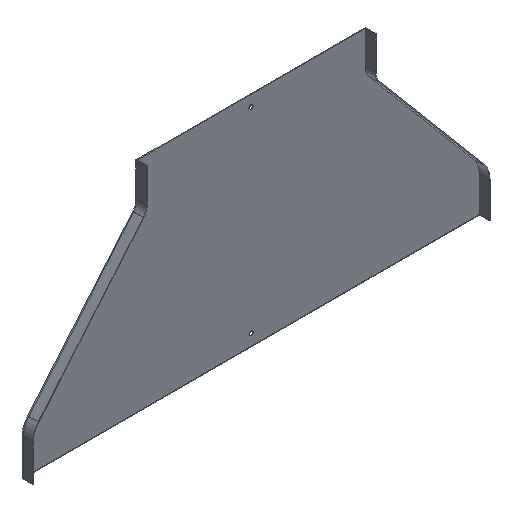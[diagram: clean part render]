
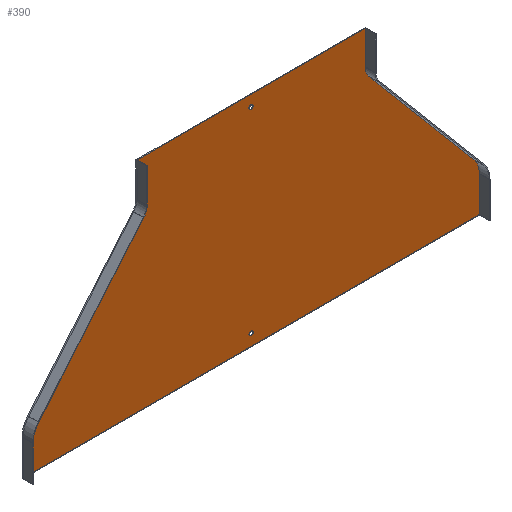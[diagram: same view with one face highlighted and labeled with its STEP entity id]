
A CAD part, isometric view. The second image highlights one B-rep face of the part: STEP entity #390.
In plain terms, the highlighted planar face has unit normal (0, -1, 0).
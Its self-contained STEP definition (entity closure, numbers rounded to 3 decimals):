
#1 = ORIENTED_EDGE ( 'NONE', *, *, #178, .T. ) ;
#2 = ORIENTED_EDGE ( 'NONE', *, *, #179, .T. ) ;
#3 = ORIENTED_EDGE ( 'NONE', *, *, #146, .T. ) ;
#75 = ORIENTED_EDGE ( 'NONE', *, *, #177, .T. ) ;
#142 = EDGE_CURVE ( 'NONE', #777, #756, #892, .T. ) ;
#146 = EDGE_CURVE ( 'NONE', #345, #345, #900, .T. ) ;
#169 = EDGE_CURVE ( 'NONE', #770, #762, #937, .T. ) ;
#170 = EDGE_CURVE ( 'NONE', #763, #770, #932, .T. ) ;
#171 = EDGE_CURVE ( 'NONE', #777, #763, #941, .T. ) ;
#172 = EDGE_CURVE ( 'NONE', #768, #756, #942, .T. ) ;
#173 = EDGE_CURVE ( 'NONE', #767, #768, #944, .T. ) ;
#174 = EDGE_CURVE ( 'NONE', #766, #767, #946, .T. ) ;
#175 = EDGE_CURVE ( 'NONE', #778, #766, #947, .T. ) ;
#176 = EDGE_CURVE ( 'NONE', #803, #778, #949, .T. ) ;
#177 = EDGE_CURVE ( 'NONE', #757, #797, #950, .T. ) ;
#178 = EDGE_CURVE ( 'NONE', #762, #757, #952, .T. ) ;
#179 = EDGE_CURVE ( 'NONE', #343, #343, #954, .T. ) ;
#180 = EDGE_CURVE ( 'NONE', #803, #797, #956, .T. ) ;
#194 = AXIS2_PLACEMENT_3D ( 'NONE', #601, #600, #599 ) ;
#203 = AXIS2_PLACEMENT_3D ( 'NONE', #596, #613, #612 ) ;
#204 = AXIS2_PLACEMENT_3D ( 'NONE', #544, #563, #561 ) ;
#205 = AXIS2_PLACEMENT_3D ( 'NONE', #555, #572, #419 ) ;
#206 = AXIS2_PLACEMENT_3D ( 'NONE', #528, #545, #451 ) ;
#207 = AXIS2_PLACEMENT_3D ( 'NONE', #649, #648, #647 ) ;
#215 = AXIS2_PLACEMENT_3D ( 'NONE', #428, #436, #533 ) ;
#224 = ORIENTED_EDGE ( 'NONE', *, *, #169, .T. ) ;
#225 = ORIENTED_EDGE ( 'NONE', *, *, #170, .T. ) ;
#226 = ORIENTED_EDGE ( 'NONE', *, *, #171, .T. ) ;
#230 = CARTESIAN_POINT ( 'NONE',  ( 150.2, 0., -44.775 ) ) ;
#234 = CARTESIAN_POINT ( 'NONE',  ( 300.2, 0., -241.034 ) ) ;
#235 = CARTESIAN_POINT ( 'NONE',  ( -300.2, 0., -288. ) ) ;
#240 = CARTESIAN_POINT ( 'NONE',  ( 154.624, 0., -56.89 ) ) ;
#243 = CARTESIAN_POINT ( 'NONE',  ( -154.624, 0., -56.89 ) ) ;
#244 = CARTESIAN_POINT ( 'NONE',  ( -292.858, 0., -220.928 ) ) ;
#245 = CARTESIAN_POINT ( 'NONE',  ( -300.2, 0., -241.034 ) ) ;
#247 = CARTESIAN_POINT ( 'NONE',  ( 292.858, 0., -220.928 ) ) ;
#254 = CARTESIAN_POINT ( 'NONE',  ( 300.2, 0., -288. ) ) ;
#255 = CARTESIAN_POINT ( 'NONE',  ( -150.2, 0., -44.775 ) ) ;
#274 = CARTESIAN_POINT ( 'NONE',  ( 150.2, 0., 0. ) ) ;
#280 = CARTESIAN_POINT ( 'NONE',  ( -150.2, 0., 0. ) ) ;
#282 = CARTESIAN_POINT ( 'NONE',  ( 0., 0., -12.5 ) ) ;
#285 = CARTESIAN_POINT ( 'NONE',  ( 0., 0., -270.5 ) ) ;
#311 = FACE_BOUND ( 'NONE', #818, .T. ) ;
#343 = VERTEX_POINT ( 'NONE', #285 ) ;
#345 = VERTEX_POINT ( 'NONE', #282 ) ;
#390 = ADVANCED_FACE ( 'NONE', ( #980, #311, #974 ), #540, .F. ) ;
#419 = DIRECTION ( 'NONE',  ( 0., 0., 1. ) ) ;
#421 = DIRECTION ( 'NONE',  ( 0., 0., 1. ) ) ;
#422 = CARTESIAN_POINT ( 'NONE',  ( -151., 0., 0. ) ) ;
#428 = CARTESIAN_POINT ( 'NONE',  ( -169., 0., -44.775 ) ) ;
#431 = DIRECTION ( 'NONE',  ( 0., 0., 1. ) ) ;
#436 = DIRECTION ( 'NONE',  ( 0., 1., 0. ) ) ;
#451 = DIRECTION ( 'NONE',  ( 0., 0., 1. ) ) ;
#528 = CARTESIAN_POINT ( 'NONE',  ( 169., 0., -44.775 ) ) ;
#533 = DIRECTION ( 'NONE',  ( 0., 0., 1. ) ) ;
#540 = PLANE ( 'NONE',  #215 ) ;
#544 = CARTESIAN_POINT ( 'NONE',  ( -269., 0., -241.034 ) ) ;
#545 = DIRECTION ( 'NONE',  ( 0., 1., 0. ) ) ;
#554 = CARTESIAN_POINT ( 'NONE',  ( 150.2, 0., -44.775 ) ) ;
#555 = CARTESIAN_POINT ( 'NONE',  ( -169., 0., -44.775 ) ) ;
#557 = DIRECTION ( 'NONE',  ( 0., 0., -1. ) ) ;
#561 = DIRECTION ( 'NONE',  ( 0., 0., 1. ) ) ;
#563 = DIRECTION ( 'NONE',  ( 0., -1., 0. ) ) ;
#566 = DIRECTION ( 'NONE',  ( -1., 0., 0. ) ) ;
#567 = CARTESIAN_POINT ( 'NONE',  ( -301., 0., -288. ) ) ;
#572 = DIRECTION ( 'NONE',  ( 0., 1., 0. ) ) ;
#581 = DIRECTION ( 'NONE',  ( -0.644, 0., -0.765 ) ) ;
#582 = CARTESIAN_POINT ( 'NONE',  ( -154.624, 0., -56.89 ) ) ;
#588 = DIRECTION ( 'NONE',  ( 0., 0., -1. ) ) ;
#591 = DIRECTION ( 'NONE',  ( -0.644, 0., 0.765 ) ) ;
#596 = CARTESIAN_POINT ( 'NONE',  ( 269., 0., -241.034 ) ) ;
#597 = CARTESIAN_POINT ( 'NONE',  ( -300.2, 0., -44.775 ) ) ;
#599 = DIRECTION ( 'NONE',  ( 0., 0., 1. ) ) ;
#600 = DIRECTION ( 'NONE',  ( 0., 1., 0. ) ) ;
#601 = CARTESIAN_POINT ( 'NONE',  ( 0., 0., -15. ) ) ;
#602 = CARTESIAN_POINT ( 'NONE',  ( -150.2, 0., -44.775 ) ) ;
#605 = CARTESIAN_POINT ( 'NONE',  ( 300.2, 0., -44.775 ) ) ;
#606 = CARTESIAN_POINT ( 'NONE',  ( 14.269, 0., 109.665 ) ) ;
#612 = DIRECTION ( 'NONE',  ( 0., 0., 1. ) ) ;
#613 = DIRECTION ( 'NONE',  ( 0., -1., 0. ) ) ;
#646 = DIRECTION ( 'NONE',  ( 1., 0., 0. ) ) ;
#647 = DIRECTION ( 'NONE',  ( 0., 0., 1. ) ) ;
#648 = DIRECTION ( 'NONE',  ( 0., 1., 0. ) ) ;
#649 = CARTESIAN_POINT ( 'NONE',  ( 0., 0., -273. ) ) ;
#681 = ORIENTED_EDGE ( 'NONE', *, *, #142, .F. ) ;
#682 = ORIENTED_EDGE ( 'NONE', *, *, #172, .T. ) ;
#683 = ORIENTED_EDGE ( 'NONE', *, *, #173, .T. ) ;
#684 = ORIENTED_EDGE ( 'NONE', *, *, #174, .T. ) ;
#685 = ORIENTED_EDGE ( 'NONE', *, *, #175, .T. ) ;
#686 = ORIENTED_EDGE ( 'NONE', *, *, #176, .T. ) ;
#687 = ORIENTED_EDGE ( 'NONE', *, *, #180, .F. ) ;
#756 = VERTEX_POINT ( 'NONE', #235 ) ;
#757 = VERTEX_POINT ( 'NONE', #230 ) ;
#762 = VERTEX_POINT ( 'NONE', #240 ) ;
#763 = VERTEX_POINT ( 'NONE', #234 ) ;
#766 = VERTEX_POINT ( 'NONE', #243 ) ;
#767 = VERTEX_POINT ( 'NONE', #244 ) ;
#768 = VERTEX_POINT ( 'NONE', #245 ) ;
#770 = VERTEX_POINT ( 'NONE', #247 ) ;
#777 = VERTEX_POINT ( 'NONE', #254 ) ;
#778 = VERTEX_POINT ( 'NONE', #255 ) ;
#797 = VERTEX_POINT ( 'NONE', #274 ) ;
#803 = VERTEX_POINT ( 'NONE', #280 ) ;
#818 = EDGE_LOOP ( 'NONE', ( #2 ) ) ;
#822 = EDGE_LOOP ( 'NONE', ( #1, #75, #687, #686, #685, #684, #683, #682, #681, #226, #225, #224 ) ) ;
#830 = EDGE_LOOP ( 'NONE', ( #3 ) ) ;
#892 = LINE ( 'NONE', #567, #895 ) ;
#895 = VECTOR ( 'NONE', #566, 1000. ) ;
#900 = CIRCLE ( 'NONE', #194, 2.5 ) ;
#932 = CIRCLE ( 'NONE', #203, 31.2 ) ;
#937 = LINE ( 'NONE', #606, #940 ) ;
#940 = VECTOR ( 'NONE', #591, 1000. ) ;
#941 = LINE ( 'NONE', #605, #943 ) ;
#942 = LINE ( 'NONE', #597, #945 ) ;
#943 = VECTOR ( 'NONE', #431, 1000. ) ;
#944 = CIRCLE ( 'NONE', #204, 31.2 ) ;
#945 = VECTOR ( 'NONE', #588, 1000. ) ;
#946 = LINE ( 'NONE', #582, #948 ) ;
#947 = CIRCLE ( 'NONE', #205, 18.8 ) ;
#948 = VECTOR ( 'NONE', #581, 1000. ) ;
#949 = LINE ( 'NONE', #602, #951 ) ;
#950 = LINE ( 'NONE', #554, #953 ) ;
#951 = VECTOR ( 'NONE', #557, 1000. ) ;
#952 = CIRCLE ( 'NONE', #206, 18.8 ) ;
#953 = VECTOR ( 'NONE', #421, 1000. ) ;
#954 = CIRCLE ( 'NONE', #207, 2.5 ) ;
#956 = LINE ( 'NONE', #422, #958 ) ;
#958 = VECTOR ( 'NONE', #646, 1000. ) ;
#974 = FACE_OUTER_BOUND ( 'NONE', #822, .T. ) ;
#980 = FACE_BOUND ( 'NONE', #830, .T. ) ;
